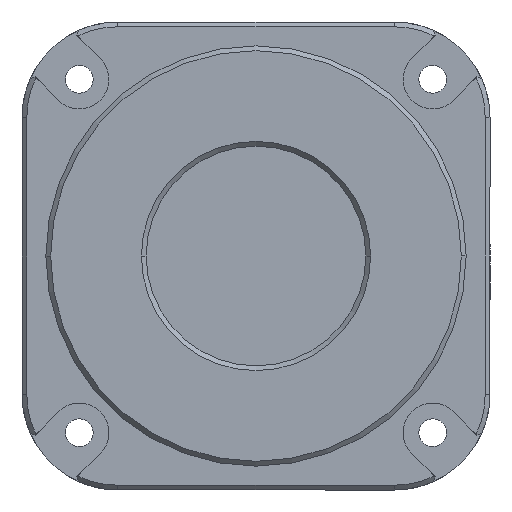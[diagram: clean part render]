
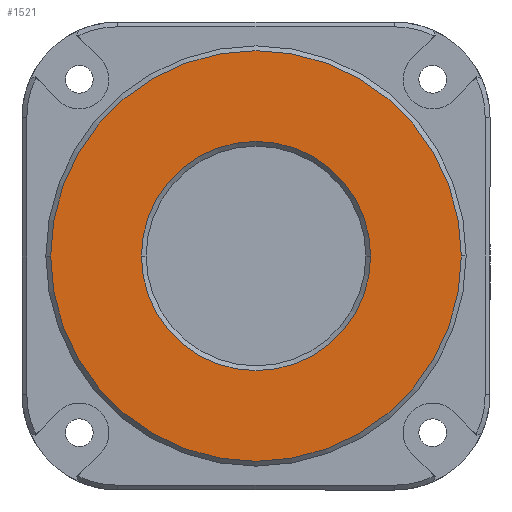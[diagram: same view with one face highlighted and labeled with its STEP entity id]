
A CAD part, front view. The second image highlights one B-rep face of the part: STEP entity #1521.
In plain terms, the highlighted planar face has unit normal (0, -1, 0).
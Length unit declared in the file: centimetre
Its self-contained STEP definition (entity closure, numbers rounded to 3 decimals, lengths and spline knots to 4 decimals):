
#1493 = EDGE_CURVE ( 'NONE', #1979, #2001, #3858, .T. ) ;
#1521 = ADVANCED_FACE ( 'NONE', ( #3885, #3936 ), #3871, .F. ) ;
#1524 = EDGE_LOOP ( 'NONE', ( #1546, #1552 ) ) ;
#1525 = EDGE_LOOP ( 'NONE', ( #1558, #1555 ) ) ;
#1528 = EDGE_CURVE ( 'NONE', #2001, #1979, #3913, .T. ) ;
#1546 = ORIENTED_EDGE ( 'NONE', *, *, #1493, .T. ) ;
#1552 = ORIENTED_EDGE ( 'NONE', *, *, #1528, .T. ) ;
#1554 = EDGE_CURVE ( 'NONE', #1924, #1891, #3993, .T. ) ;
#1555 = ORIENTED_EDGE ( 'NONE', *, *, #1953, .T. ) ;
#1558 = ORIENTED_EDGE ( 'NONE', *, *, #1554, .T. ) ;
#1891 = VERTEX_POINT ( 'NONE', #4597 ) ;
#1924 = VERTEX_POINT ( 'NONE', #4652 ) ;
#1953 = EDGE_CURVE ( 'NONE', #1891, #1924, #4723, .T. ) ;
#1979 = VERTEX_POINT ( 'NONE', #4734 ) ;
#2001 = VERTEX_POINT ( 'NONE', #4806 ) ;
#3825 = AXIS2_PLACEMENT_3D ( 'NONE', #3851, #3911, #3910 ) ;
#3851 = CARTESIAN_POINT ( 'NONE',  ( -0.1905, -0.7893, 0. ) ) ;
#3858 = CIRCLE ( 'NONE', #3825, 1.2 ) ;
#3871 = PLANE ( 'NONE',  #3937 ) ;
#3885 = FACE_OUTER_BOUND ( 'NONE', #1525, .T. ) ;
#3910 = DIRECTION ( 'NONE',  ( -1., 0., 0. ) ) ;
#3911 = DIRECTION ( 'NONE',  ( 0., 1., 0. ) ) ;
#3913 = CIRCLE ( 'NONE', #3975, 1.2 ) ;
#3919 = DIRECTION ( 'NONE',  ( -1., 0., 0. ) ) ;
#3920 = DIRECTION ( 'NONE',  ( 0., 1., 0. ) ) ;
#3921 = CARTESIAN_POINT ( 'NONE',  ( -0.1905, -0.7893, 0. ) ) ;
#3936 = FACE_BOUND ( 'NONE', #1524, .T. ) ;
#3937 = AXIS2_PLACEMENT_3D ( 'NONE', #3921, #3920, #3919 ) ;
#3972 = DIRECTION ( 'NONE',  ( -1., 0., 0. ) ) ;
#3973 = DIRECTION ( 'NONE',  ( 0., 1., 0. ) ) ;
#3974 = CARTESIAN_POINT ( 'NONE',  ( -0.1905, -0.7893, 0. ) ) ;
#3975 = AXIS2_PLACEMENT_3D ( 'NONE', #3974, #3973, #3972 ) ;
#3989 = DIRECTION ( 'NONE',  ( -1., 0., 0. ) ) ;
#3990 = DIRECTION ( 'NONE',  ( 0., -1., 0. ) ) ;
#3991 = CARTESIAN_POINT ( 'NONE',  ( -0.1905, -0.7893, 0. ) ) ;
#3992 = AXIS2_PLACEMENT_3D ( 'NONE', #3991, #3990, #3989 ) ;
#3993 = CIRCLE ( 'NONE', #3992, 2.15 ) ;
#4597 = CARTESIAN_POINT ( 'NONE',  ( 1.9595, -0.7893, 0. ) ) ;
#4652 = CARTESIAN_POINT ( 'NONE',  ( -2.3405, -0.7893, 0. ) ) ;
#4710 = DIRECTION ( 'NONE',  ( -1., 0., 0. ) ) ;
#4711 = DIRECTION ( 'NONE',  ( 0., -1., 0. ) ) ;
#4712 = CARTESIAN_POINT ( 'NONE',  ( -0.1905, -0.7893, 0. ) ) ;
#4713 = AXIS2_PLACEMENT_3D ( 'NONE', #4712, #4711, #4710 ) ;
#4723 = CIRCLE ( 'NONE', #4713, 2.15 ) ;
#4734 = CARTESIAN_POINT ( 'NONE',  ( 1.0095, -0.7893, 0. ) ) ;
#4806 = CARTESIAN_POINT ( 'NONE',  ( -1.3905, -0.7893, 0. ) ) ;
